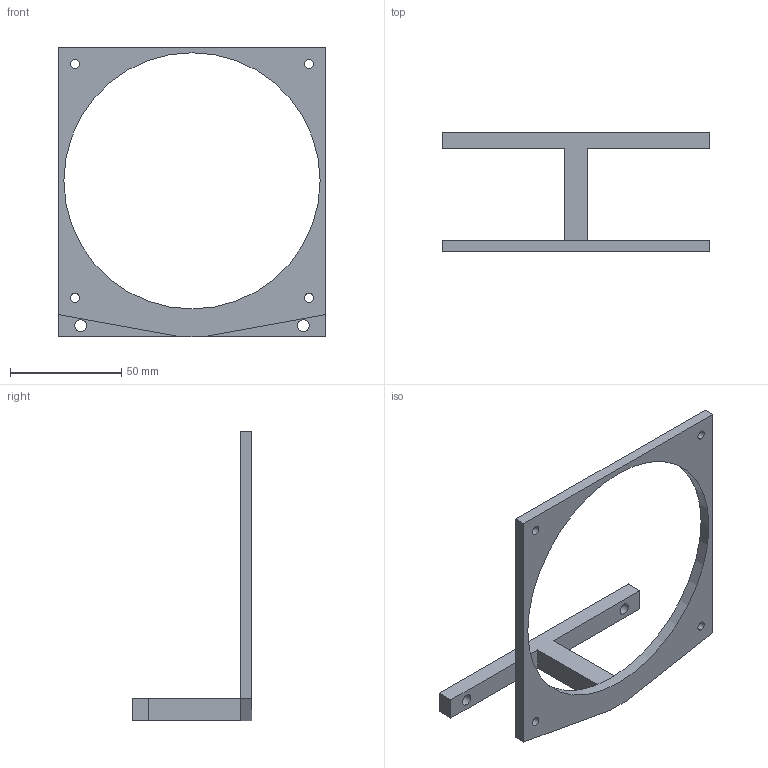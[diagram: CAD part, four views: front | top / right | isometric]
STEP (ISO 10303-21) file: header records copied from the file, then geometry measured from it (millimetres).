
FILE_DESCRIPTION(/* description */ ('STEP AP242','CAx-IF Rec.Pracs.---Representation and Presentation of Product Manufacturing Information (PMI)---4.0---2014-10-13','CAx-IF Rec.Pracs.---3D Tessellated Geometry---0.4---2014-09-14','2;1'),/* implementation_level */ '2;1');
FILE_NAME(/* name */ '680d8df072d068090b087dc0',/* time_stamp */ '2025-04-27T01:52:49Z',/* author */ (''),/* organization */ (''),/* preprocessor_version */ 'ST-DEVELOPER v20',/* originating_system */ 'ONSHAPE BY PTC INC, 1.197',/* authorisation */ ' ');
FILE_SCHEMA (('AP242_MANAGED_MODEL_BASED_3D_ENGINEERING_MIM_LF { 1 0 10303 442 1 1 4 }'));
Length unit declared in the file: metre
Products named in the file (1): Part 1
Bounding box: 120 x 53.8 x 130 mm (x, y, z)
Volume: 35875.7 mm3; surface area: 19654.5 mm2
Topology: 1 solids, 1 shells, 23 faces, 61 edges, 40 vertices
Faces by surface type: plane 16, cylinder 7
Full cylindrical faces by diameter (mm): 4 x4, 5.2 x2, 115 x1
Entity records: 728 total; most frequent: CARTESIAN_POINT 118, DIRECTION 116, ORIENTED_EDGE 108, EDGE_CURVE 54, EDGE_LOOP 44, FACE_BOUND 44, LINE 40, VECTOR 40
